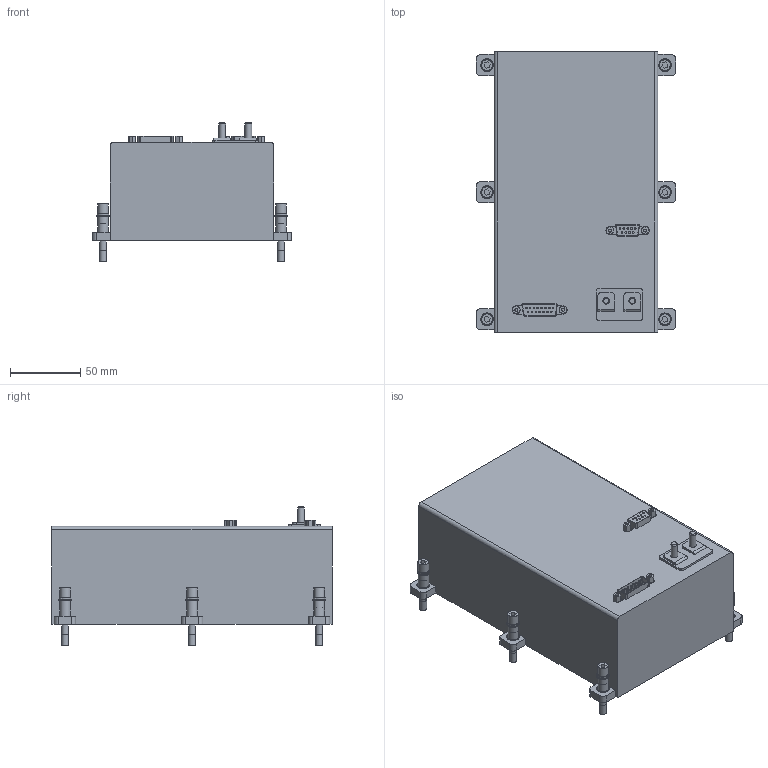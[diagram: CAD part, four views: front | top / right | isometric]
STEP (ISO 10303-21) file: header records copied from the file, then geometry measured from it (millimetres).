
FILE_DESCRIPTION(/* description */ ('Unknown'),/* implementation_level */ '2;1');
FILE_NAME(/* name */ 'M3110001',/* time_stamp */ '2020-05-08T12:00:16-04:00',/* author */ ('Unknown'),/* organization */ ('Unknown'),/* preprocessor_version */ 'ST-DEVELOPER v16.7',/* originating_system */ 'DEX',/* authorisation */ $);
FILE_SCHEMA (('CONFIG_CONTROL_DESIGN'));
Length unit declared in the file: millimetre
Products named in the file (14): M3110001; MAIN BODY; FT-1033-3; FTK7001HS10F13; SCREW2 FTK7001HS10F13; NAS620C10; MS35338-138; SCREW1 FTK7001HS10F13; D-TYPE15PD; D-TYPE9SD; P001-19; MS35338-134; NAS620C4
Assembly tree (26 placements, depth 3):
  M3110001
    MAIN BODY
    FT-1033-3  x6
    FTK7001HS10F13  x6
      SCREW2 FTK7001HS10F13
      NAS620C10
      MS35338-138
      SCREW1 FTK7001HS10F13
    D-TYPE15PD
    D-TYPE9SD
    P001-19  x4
      P001-19
      MS35338-134
      NAS620C4
Bounding box: 142.24 x 200.41 x 98.8 mm (x, y, z)
Volume: 1653508 mm3; surface area: 113609.7 mm2
Topology: 45 solids, 45 shells, 738 faces, 1689 edges, 1134 vertices
Faces by surface type: plane 421, cylinder 248, torus 39, cone 30
Full cylindrical faces by diameter (mm): 1.14 x48, 2.156 x8, 2.382 x4, 2.95 x4, 3.05 x8, 4.826 x20, 4.953 x6, 5.309 x4, 5.367 x6, 6.35 x6, 6.502 x6, 7.62 x12, 8.89 x6, 8.992 x6
Entity records: 15969 total; most frequent: CARTESIAN_POINT 2345, DIRECTION 2268, ORIENTED_EDGE 1768, AXIS2_PLACEMENT_3D 899, EDGE_CURVE 884, FACE_BOUND 710, EDGE_LOOP 706, VERTEX_POINT 664
